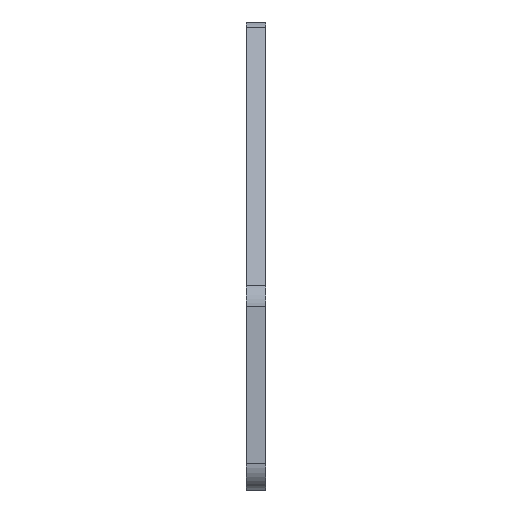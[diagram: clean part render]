
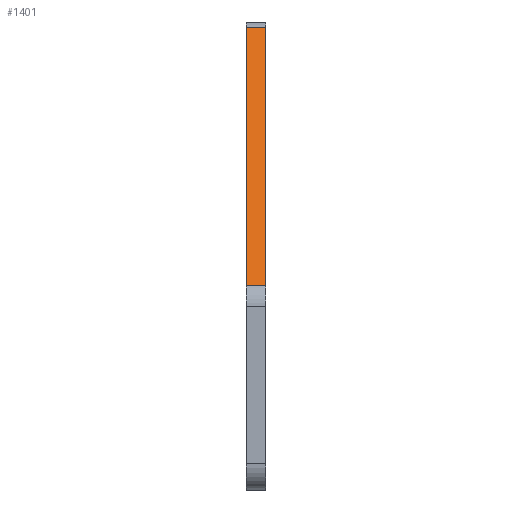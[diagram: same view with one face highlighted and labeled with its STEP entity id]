
A CAD part, front view. The second image highlights one B-rep face of the part: STEP entity #1401.
In plain terms, the highlighted planar face has unit normal (0, -0.604, 0.797).
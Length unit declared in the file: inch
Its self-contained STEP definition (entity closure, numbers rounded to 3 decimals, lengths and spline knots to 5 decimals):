
#122 = DIRECTION ( 'NONE',  ( 0., -0.797, -0.604 ) ) ;
#198 = EDGE_CURVE ( 'NONE', #579, #1659, #1794, .T. ) ;
#236 = CARTESIAN_POINT ( 'NONE',  ( 0.375, -4.69957, -0.20313 ) ) ;
#262 = LINE ( 'NONE', #1597, #838 ) ;
#297 = DIRECTION ( 'NONE',  ( 0., 0.797, 0.604 ) ) ;
#309 = EDGE_LOOP ( 'NONE', ( #555, #1253, #1994, #956 ) ) ;
#324 = VERTEX_POINT ( 'NONE', #888 ) ;
#555 = ORIENTED_EDGE ( 'NONE', *, *, #198, .F. ) ;
#579 = VERTEX_POINT ( 'NONE', #236 ) ;
#601 = CARTESIAN_POINT ( 'NONE',  ( 0.375, -4.69957, -0.20313 ) ) ;
#664 = DIRECTION ( 'NONE',  ( 0., 0.604, -0.797 ) ) ;
#802 = PLANE ( 'NONE',  #1046 ) ;
#817 = LINE ( 'NONE', #1474, #1695 ) ;
#838 = VECTOR ( 'NONE', #122, 39.37008 ) ;
#888 = CARTESIAN_POINT ( 'NONE',  ( -0.375, -4.69957, -0.20313 ) ) ;
#889 = CARTESIAN_POINT ( 'NONE',  ( 0.375, -17.61965, -9.99842 ) ) ;
#904 = EDGE_CURVE ( 'NONE', #324, #1279, #262, .T. ) ;
#956 = ORIENTED_EDGE ( 'NONE', *, *, #1104, .T. ) ;
#963 = EDGE_CURVE ( 'NONE', #579, #324, #1900, .T. ) ;
#981 = CARTESIAN_POINT ( 'NONE',  ( 0.375, -4.43164, 0. ) ) ;
#1046 = AXIS2_PLACEMENT_3D ( 'NONE', #1938, #664, #297 ) ;
#1104 = EDGE_CURVE ( 'NONE', #1279, #1659, #817, .T. ) ;
#1125 = FACE_OUTER_BOUND ( 'NONE', #309, .T. ) ;
#1229 = CARTESIAN_POINT ( 'NONE',  ( -0.375, -17.61965, -9.99842 ) ) ;
#1253 = ORIENTED_EDGE ( 'NONE', *, *, #963, .T. ) ;
#1264 = DIRECTION ( 'NONE',  ( -1., 0., 0. ) ) ;
#1279 = VERTEX_POINT ( 'NONE', #1229 ) ;
#1401 = ADVANCED_FACE ( 'NONE', ( #1125 ), #802, .F. ) ;
#1474 = CARTESIAN_POINT ( 'NONE',  ( 0.375, -17.61965, -9.99842 ) ) ;
#1597 = CARTESIAN_POINT ( 'NONE',  ( -0.375, -4.43164, 0. ) ) ;
#1637 = DIRECTION ( 'NONE',  ( 0., -0.797, -0.604 ) ) ;
#1659 = VERTEX_POINT ( 'NONE', #889 ) ;
#1695 = VECTOR ( 'NONE', #2141, 39.37008 ) ;
#1794 = LINE ( 'NONE', #981, #1999 ) ;
#1900 = LINE ( 'NONE', #601, #1963 ) ;
#1938 = CARTESIAN_POINT ( 'NONE',  ( 0.375, -4.43164, 0. ) ) ;
#1963 = VECTOR ( 'NONE', #1264, 39.37008 ) ;
#1994 = ORIENTED_EDGE ( 'NONE', *, *, #904, .T. ) ;
#1999 = VECTOR ( 'NONE', #1637, 39.37008 ) ;
#2141 = DIRECTION ( 'NONE',  ( 1., 0., 0. ) ) ;
